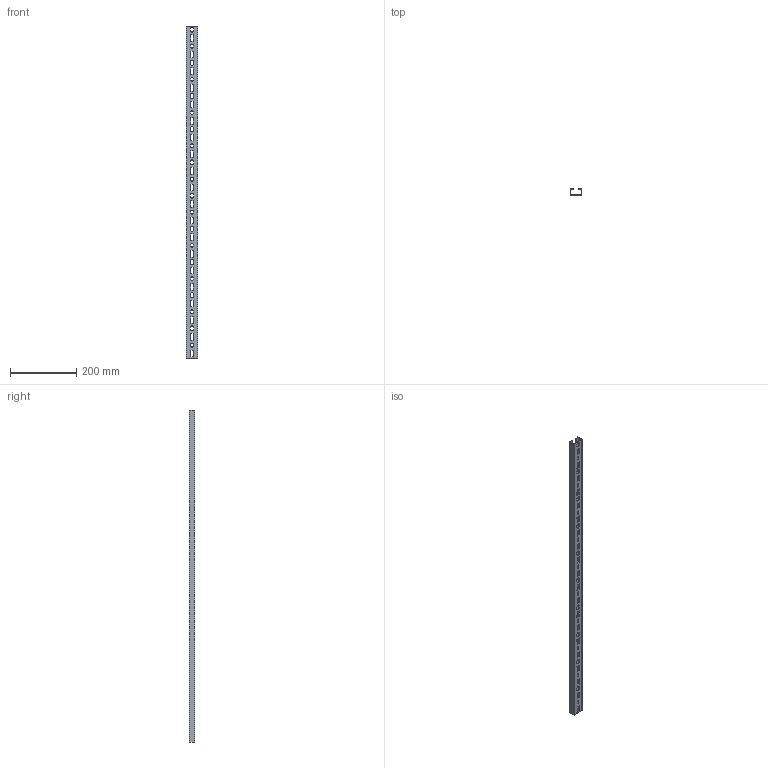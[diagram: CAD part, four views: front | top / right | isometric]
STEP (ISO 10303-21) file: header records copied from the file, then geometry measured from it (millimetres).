
FILE_DESCRIPTION (( 'STEP AP214' ), '1' );
FILE_NAME ('1104498.stp', '2020-06-23T10:31:18', ( '' ), ( '' ), 'SwSTEP 2.0', 'SolidWorks 2018', '' );
FILE_SCHEMA (( 'AUTOMOTIVE_DESIGN' ));
Length unit declared in the file: millimetre
Products named in the file (1): 1104498
Bounding box: 35 x 18 x 1000 mm (x, y, z)
Volume: 98023.4 mm3; surface area: 161878.3 mm2
Topology: 1 solids, 1 shells, 290 faces, 864 edges, 576 vertices
Faces by surface type: plane 150, cylinder 140
Entity records: 10002 total; most frequent: CARTESIAN_POINT 1731, ORIENTED_EDGE 1728, DIRECTION 1726, EDGE_CURVE 864, VECTOR 584, LINE 584, VERTEX_POINT 576, AXIS2_PLACEMENT_3D 571
